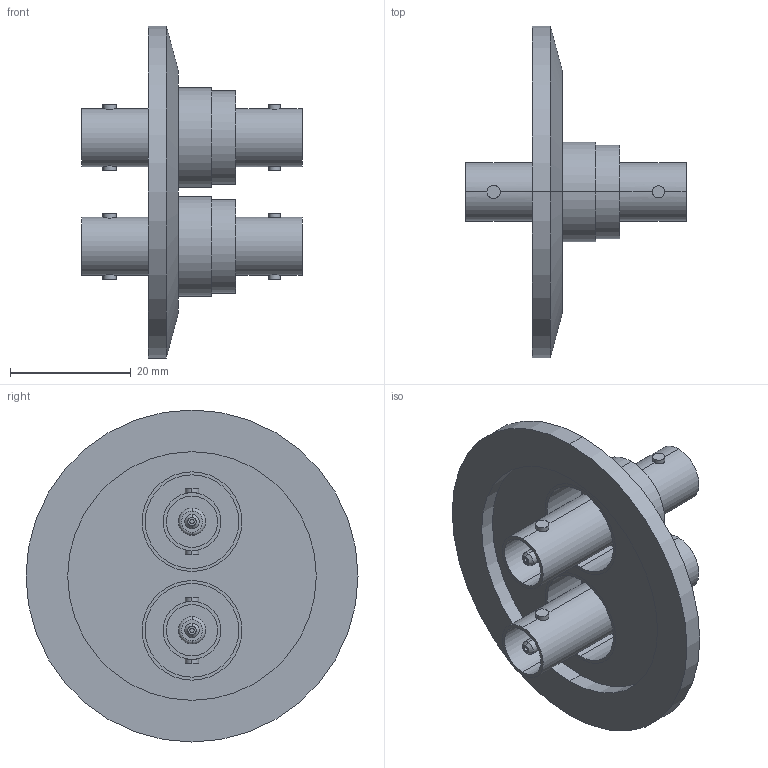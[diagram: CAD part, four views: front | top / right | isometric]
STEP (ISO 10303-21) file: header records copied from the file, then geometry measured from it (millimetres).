
FILE_DESCRIPTION (( 'STEP AP214' ), '1' );
FILE_NAME ('242-BNCDF50-K40-2.step', '2025-02-18T20:46:51', ( '' ), ( '' ), 'SwSTEP 2.0', 'SolidWorks 2022', '' );
FILE_SCHEMA (( 'AUTOMOTIVE_DESIGN' ));
Length unit declared in the file: millimetre
Products named in the file (5): 242-BNCDF50-I; 9242-BNCDF50-IFW-1; 9431-KF40-16.5-2_DN40 KF; 9242-BNCDF50-IFW-2; 242-BNCDF50-K40-2
Assembly tree (5 placements, depth 3):
  242-BNCDF50-K40-2
    9431-KF40-16.5-2_DN40 KF
    242-BNCDF50-I  x2
      9242-BNCDF50-IFW-1
      9242-BNCDF50-IFW-2
Bounding box: 36.5 x 55 x 55 mm (x, y, z)
Volume: 10264.1 mm3; surface area: 12070 mm2
Topology: 5 solids, 5 shells, 129 faces, 264 edges, 166 vertices
Faces by surface type: cylinder 76, plane 39, cone 10, torus 4
Entity records: 2284 total; most frequent: CARTESIAN_POINT 454, DIRECTION 384, ORIENTED_EDGE 292, AXIS2_PLACEMENT_3D 166, EDGE_CURVE 146, VERTEX_POINT 92, EDGE_LOOP 88, CIRCLE 86
